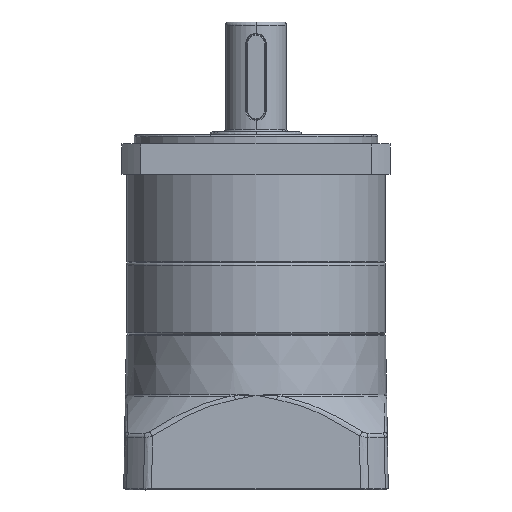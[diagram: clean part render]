
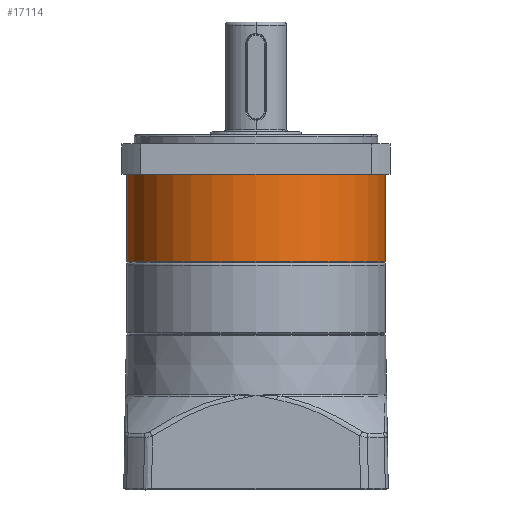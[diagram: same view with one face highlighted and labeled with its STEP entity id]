
A CAD part, front view. The second image highlights one B-rep face of the part: STEP entity #17114.
In plain terms, the highlighted cylindrical face has radius 42.5 mm (diameter 85 mm), a partial arc.
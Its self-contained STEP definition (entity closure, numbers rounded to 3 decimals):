
#53 = DIRECTION ( 'NONE',  ( -1., 0., 0. ) ) ;
#98 = DIRECTION ( 'NONE',  ( 0., 0., -1. ) ) ;
#127 = CARTESIAN_POINT ( 'NONE',  ( 0., 0., 31.5 ) ) ;
#570 = FACE_OUTER_BOUND ( 'NONE', #29719, .T. ) ;
#635 = AXIS2_PLACEMENT_3D ( 'NONE', #15488, #33365, #18060 ) ;
#995 = DIRECTION ( 'NONE',  ( 0., 0., -1. ) ) ;
#1067 = CARTESIAN_POINT ( 'NONE',  ( -42.5, 0., 31.5 ) ) ;
#4930 = VERTEX_POINT ( 'NONE', #13365 ) ;
#9128 = EDGE_CURVE ( 'NONE', #11952, #21507, #16966, .T. ) ;
#9984 = CIRCLE ( 'NONE', #11293, 42.5 ) ;
#11293 = AXIS2_PLACEMENT_3D ( 'NONE', #24118, #24110, #24041 ) ;
#11563 = ORIENTED_EDGE ( 'NONE', *, *, #16599, .T. ) ;
#11737 = AXIS2_PLACEMENT_3D ( 'NONE', #15073, #15560, #15065 ) ;
#11952 = VERTEX_POINT ( 'NONE', #15175 ) ;
#12975 = LINE ( 'NONE', #13865, #15574 ) ;
#13365 = CARTESIAN_POINT ( 'NONE',  ( -42.5, 0., 2.9 ) ) ;
#13865 = CARTESIAN_POINT ( 'NONE',  ( 42.5, 0., 31.5 ) ) ;
#13931 = DIRECTION ( 'NONE',  ( 0., 0., -1. ) ) ;
#14275 = EDGE_CURVE ( 'NONE', #11952, #19796, #12975, .T. ) ;
#14942 = EDGE_CURVE ( 'NONE', #21507, #4930, #21846, .T. ) ;
#15065 = DIRECTION ( 'NONE',  ( -1., 0., 0. ) ) ;
#15073 = CARTESIAN_POINT ( 'NONE',  ( 0., 0., 31.5 ) ) ;
#15175 = CARTESIAN_POINT ( 'NONE',  ( 42.5, 0., 31.5 ) ) ;
#15488 = CARTESIAN_POINT ( 'NONE',  ( 0., 0., 2.9 ) ) ;
#15560 = DIRECTION ( 'NONE',  ( 0., 0., -1. ) ) ;
#15574 = VECTOR ( 'NONE', #13931, 1000. ) ;
#15892 = ORIENTED_EDGE ( 'NONE', *, *, #31859, .T. ) ;
#16599 = EDGE_CURVE ( 'NONE', #19551, #19796, #9984, .T. ) ;
#16966 = CIRCLE ( 'NONE', #21647, 42.5 ) ;
#17114 = ADVANCED_FACE ( 'NONE', ( #570 ), #22153, .T. ) ;
#18060 = DIRECTION ( 'NONE',  ( -1., 0., 0. ) ) ;
#18218 = ORIENTED_EDGE ( 'NONE', *, *, #14942, .T. ) ;
#19551 = VERTEX_POINT ( 'NONE', #26857 ) ;
#19718 = CIRCLE ( 'NONE', #635, 42.5 ) ;
#19796 = VERTEX_POINT ( 'NONE', #22423 ) ;
#21319 = CARTESIAN_POINT ( 'NONE',  ( -42.5, 0., 31.5 ) ) ;
#21507 = VERTEX_POINT ( 'NONE', #21319 ) ;
#21647 = AXIS2_PLACEMENT_3D ( 'NONE', #127, #98, #53 ) ;
#21846 = LINE ( 'NONE', #1067, #21968 ) ;
#21968 = VECTOR ( 'NONE', #995, 1000. ) ;
#22141 = ORIENTED_EDGE ( 'NONE', *, *, #14275, .F. ) ;
#22153 = CYLINDRICAL_SURFACE ( 'NONE', #11737, 42.5 ) ;
#22423 = CARTESIAN_POINT ( 'NONE',  ( 42.5, 0., 2.9 ) ) ;
#24041 = DIRECTION ( 'NONE',  ( -1., 0., 0. ) ) ;
#24110 = DIRECTION ( 'NONE',  ( 0., 0., 1. ) ) ;
#24118 = CARTESIAN_POINT ( 'NONE',  ( 0., 0., 2.9 ) ) ;
#26857 = CARTESIAN_POINT ( 'NONE',  ( 0., -42.5, 2.9 ) ) ;
#29719 = EDGE_LOOP ( 'NONE', ( #22141, #32336, #18218, #15892, #11563 ) ) ;
#31859 = EDGE_CURVE ( 'NONE', #4930, #19551, #19718, .T. ) ;
#32336 = ORIENTED_EDGE ( 'NONE', *, *, #9128, .T. ) ;
#33365 = DIRECTION ( 'NONE',  ( 0., 0., 1. ) ) ;
